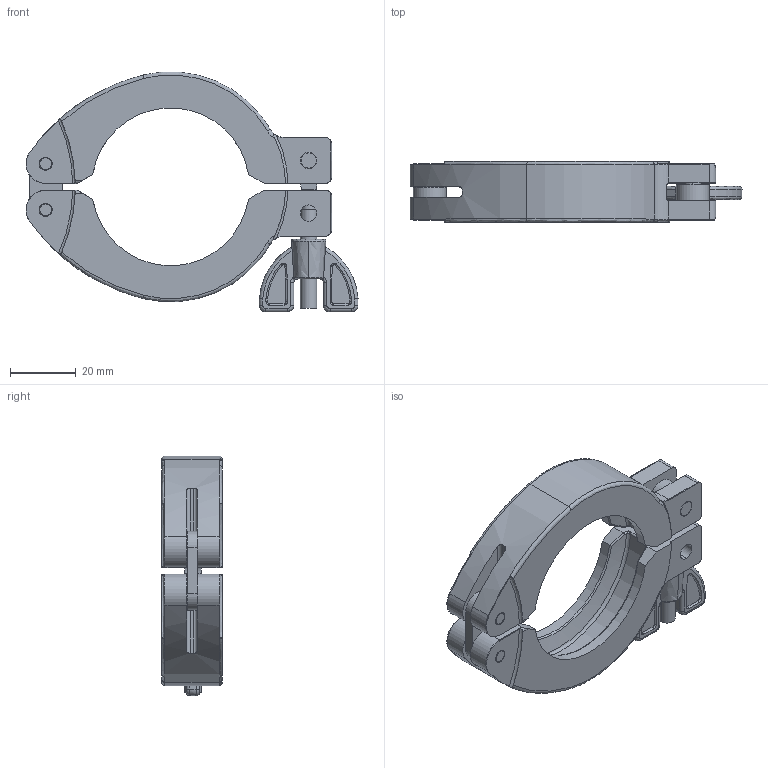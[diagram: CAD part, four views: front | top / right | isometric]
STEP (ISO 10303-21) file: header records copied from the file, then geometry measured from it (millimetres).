
FILE_DESCRIPTION( (''), '2;1');
FILE_NAME ('CAD714.4508.VP1040N_14388.stp','2016-04-22T10:24:50',(''),(''),'spGate 11.3.9','spGate','');
FILE_SCHEMA (('AUTOMOTIVE_DESIGN'));
Length unit declared in the file: millimetre
Products named in the file (9): Assembly; 品番1; 品番1_mr; 品番3; 品番4; 品番2_mr; 品番6_mr; 品番5
Assembly tree (9 placements, depth 2):
  Assembly
    品番1
    品番1_mr
    品番3
    品番4
    品番2_mr
    品番6_mr  x2
    (unnamed)
    品番5
Bounding box: 100.99 x 18.5 x 72.93 mm (x, y, z)
Volume: 40114.8 mm3; surface area: 21529.9 mm2
Topology: 8 solids, 8 shells, 346 faces, 890 edges, 560 vertices
Faces by surface type: bspline 130, cylinder 125, plane 91
Entity records: 21947 total; most frequent: CARTESIAN_POINT 7550, ORIENTED_EDGE 1724, DIRECTION 1381, COLOUR_RGB 1204, PRESENTATION_STYLE_ASSIGNMENT 1204, STYLED_ITEM 1204, EDGE_CURVE 862, DRAUGHTING_PRE_DEFINED_CURVE_FONT 862
